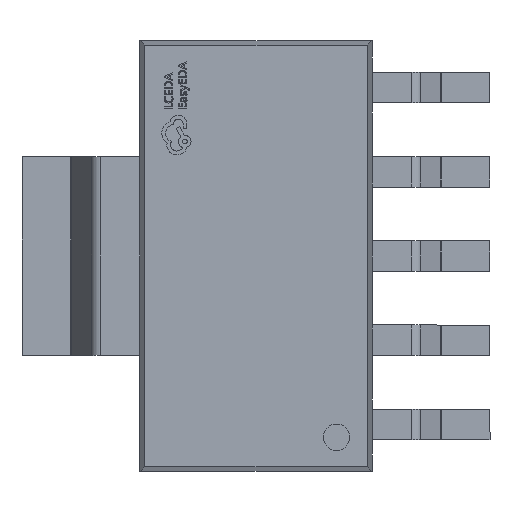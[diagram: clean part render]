
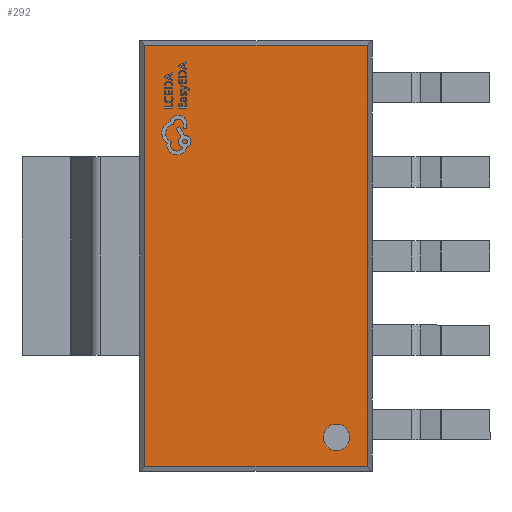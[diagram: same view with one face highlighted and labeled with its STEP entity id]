
A CAD part, top view. The second image highlights one B-rep face of the part: STEP entity #292.
In plain terms, the highlighted planar face has unit normal (0, 0, 1).
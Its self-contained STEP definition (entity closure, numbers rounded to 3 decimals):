
#57 = CARTESIAN_POINT ( 'NONE',  ( 0., 0., 0.8 ) ) ;
#95 = CARTESIAN_POINT ( 'NONE',  ( 0., -3.18, 0.8 ) ) ;
#145 = PLANE ( 'NONE',  #14190 ) ;
#292 = ADVANCED_FACE ( 'NONE', ( #16447, #5423 ), #145, .F. ) ;
#411 = ORIENTED_EDGE ( 'NONE', *, *, #2914, .T. ) ;
#1059 = CIRCLE ( 'NONE', #2456, 0.2 ) ;
#1148 = AXIS2_PLACEMENT_3D ( 'NONE', #12920, #13016, #13107 ) ;
#1361 = LINE ( 'NONE', #95, #4681 ) ;
#1379 = CARTESIAN_POINT ( 'NONE',  ( -1.68, 0., 0.8 ) ) ;
#2456 = AXIS2_PLACEMENT_3D ( 'NONE', #11475, #4717, #10103 ) ;
#2602 = DIRECTION ( 'NONE',  ( 0., -1., 0. ) ) ;
#2821 = DIRECTION ( 'NONE',  ( 0., 0., -1. ) ) ;
#2914 = EDGE_CURVE ( 'NONE', #9664, #10148, #8646, .T. ) ;
#4047 = LINE ( 'NONE', #1379, #15093 ) ;
#4681 = VECTOR ( 'NONE', #6808, 1000. ) ;
#4717 = DIRECTION ( 'NONE',  ( 0., 0., 1. ) ) ;
#5423 = FACE_OUTER_BOUND ( 'NONE', #16903, .T. ) ;
#5818 = ORIENTED_EDGE ( 'NONE', *, *, #14698, .T. ) ;
#6164 = CARTESIAN_POINT ( 'NONE',  ( 1.68, 0., 0.8 ) ) ;
#6592 = CARTESIAN_POINT ( 'NONE',  ( 1.015, -2.737, 0.8 ) ) ;
#6739 = VERTEX_POINT ( 'NONE', #17668 ) ;
#6808 = DIRECTION ( 'NONE',  ( 1., 0., 0. ) ) ;
#7317 = DIRECTION ( 'NONE',  ( 0., 1., 0. ) ) ;
#7750 = ORIENTED_EDGE ( 'NONE', *, *, #16275, .F. ) ;
#8075 = VECTOR ( 'NONE', #17075, 1000. ) ;
#8646 = LINE ( 'NONE', #6164, #17327 ) ;
#8838 = CIRCLE ( 'NONE', #1148, 0.2 ) ;
#9562 = CARTESIAN_POINT ( 'NONE',  ( -1.68, -3.18, 0.8 ) ) ;
#9664 = VERTEX_POINT ( 'NONE', #14940 ) ;
#10103 = DIRECTION ( 'NONE',  ( 1., 0., 0. ) ) ;
#10148 = VERTEX_POINT ( 'NONE', #15351 ) ;
#10217 = CARTESIAN_POINT ( 'NONE',  ( -1.68, 3.18, 0.8 ) ) ;
#11096 = LINE ( 'NONE', #15548, #8075 ) ;
#11475 = CARTESIAN_POINT ( 'NONE',  ( 1.215, -2.737, 0.8 ) ) ;
#11538 = VERTEX_POINT ( 'NONE', #9562 ) ;
#11780 = ORIENTED_EDGE ( 'NONE', *, *, #16609, .F. ) ;
#12229 = EDGE_CURVE ( 'NONE', #11538, #9664, #1361, .T. ) ;
#12590 = ORIENTED_EDGE ( 'NONE', *, *, #16826, .T. ) ;
#12920 = CARTESIAN_POINT ( 'NONE',  ( 1.215, -2.737, 0.8 ) ) ;
#13016 = DIRECTION ( 'NONE',  ( 0., 0., 1. ) ) ;
#13107 = DIRECTION ( 'NONE',  ( 1., 0., 0. ) ) ;
#13731 = ORIENTED_EDGE ( 'NONE', *, *, #12229, .T. ) ;
#14190 = AXIS2_PLACEMENT_3D ( 'NONE', #57, #2821, #16360 ) ;
#14366 = VERTEX_POINT ( 'NONE', #6592 ) ;
#14698 = EDGE_CURVE ( 'NONE', #17343, #11538, #4047, .T. ) ;
#14940 = CARTESIAN_POINT ( 'NONE',  ( 1.68, -3.18, 0.8 ) ) ;
#15093 = VECTOR ( 'NONE', #2602, 1000. ) ;
#15351 = CARTESIAN_POINT ( 'NONE',  ( 1.68, 3.18, 0.8 ) ) ;
#15548 = CARTESIAN_POINT ( 'NONE',  ( 0., 3.18, 0.8 ) ) ;
#16275 = EDGE_CURVE ( 'NONE', #6739, #14366, #8838, .T. ) ;
#16360 = DIRECTION ( 'NONE',  ( 0., -1., 0. ) ) ;
#16447 = FACE_BOUND ( 'NONE', #17243, .T. ) ;
#16609 = EDGE_CURVE ( 'NONE', #14366, #6739, #1059, .T. ) ;
#16826 = EDGE_CURVE ( 'NONE', #10148, #17343, #11096, .T. ) ;
#16903 = EDGE_LOOP ( 'NONE', ( #12590, #5818, #13731, #411 ) ) ;
#17075 = DIRECTION ( 'NONE',  ( -1., 0., 0. ) ) ;
#17243 = EDGE_LOOP ( 'NONE', ( #7750, #11780 ) ) ;
#17327 = VECTOR ( 'NONE', #7317, 1000. ) ;
#17343 = VERTEX_POINT ( 'NONE', #10217 ) ;
#17668 = CARTESIAN_POINT ( 'NONE',  ( 1.414, -2.737, 0.8 ) ) ;
